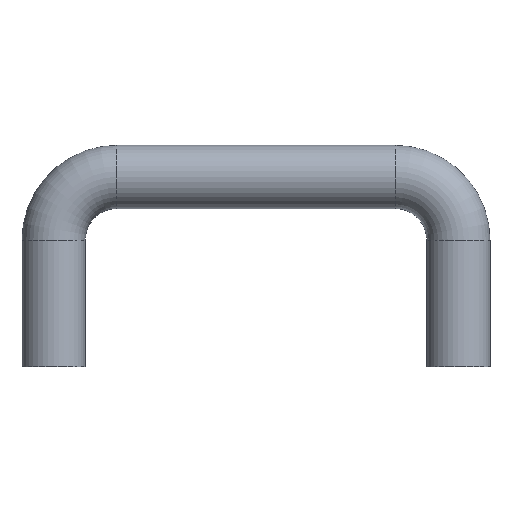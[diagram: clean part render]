
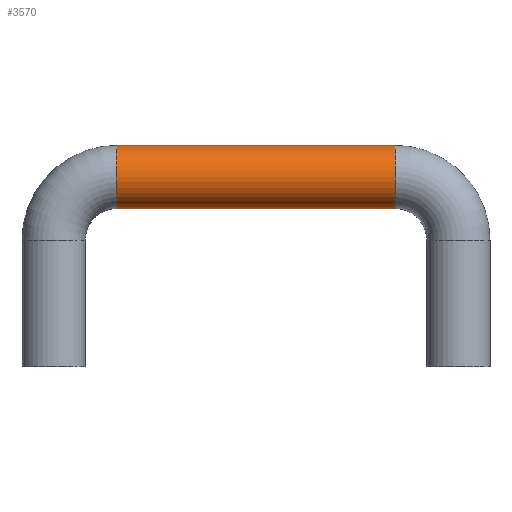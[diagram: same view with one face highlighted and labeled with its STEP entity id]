
A CAD part, top view. The second image highlights one B-rep face of the part: STEP entity #3570.
In plain terms, the highlighted cylindrical face has radius 5 mm (diameter 10 mm), a partial arc.
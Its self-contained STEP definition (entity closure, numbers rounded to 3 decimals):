
#2990=CARTESIAN_POINT('',(277.208,35.,45.));
#3000=DIRECTION('',(-1.,0.,0.));
#3010=VECTOR('',#3000,1.);
#3020=LINE('',#2990,#3010);
#3030=CARTESIAN_POINT('',(245.208,35.,45.));
#3040=VERTEX_POINT('',#3030);
#3050=CARTESIAN_POINT('',(201.208,35.,45.));
#3060=VERTEX_POINT('',#3050);
#3070=EDGE_CURVE('',#3040,#3060,#3020,.T.);
#3090=CARTESIAN_POINT('',(201.208,30.,45.));
#3100=DIRECTION('',(-1.,0.,0.));
#3110=DIRECTION('',(0.,1.,0.));
#3120=AXIS2_PLACEMENT_3D('',#3090,#3100,#3110);
#3130=CIRCLE('',#3120,5.);
#3180=CARTESIAN_POINT('',(201.208,25.,45.));
#3190=VERTEX_POINT('',#3180);
#3220=CARTESIAN_POINT('',(277.208,25.,45.));
#3230=DIRECTION('',(-1.,0.,0.));
#3240=VECTOR('',#3230,1.);
#3250=LINE('',#3220,#3240);
#3260=CARTESIAN_POINT('',(245.208,25.,45.));
#3270=VERTEX_POINT('',#3260);
#3280=EDGE_CURVE('',#3270,#3190,#3250,.T.);
#3300=CARTESIAN_POINT('',(245.208,30.,45.));
#3310=DIRECTION('',(-1.,0.,0.));
#3320=DIRECTION('',(0.,1.,0.));
#3330=AXIS2_PLACEMENT_3D('',#3300,#3310,#3320);
#3340=CIRCLE('',#3330,5.);
#3440=CARTESIAN_POINT('',(277.208,30.,45.));
#3450=DIRECTION('',(-1.,0.,0.));
#3460=DIRECTION('',(0.,1.,0.));
#3470=AXIS2_PLACEMENT_3D('',#3440,#3450,#3460);
#3480=CYLINDRICAL_SURFACE('',#3470,5.);
#3490=EDGE_CURVE('',#3270,#3040,#3340,.T.);
#3500=ORIENTED_EDGE('',*,*,#3490,.T.);
#3510=ORIENTED_EDGE('',*,*,#3280,.F.);
#3520=EDGE_CURVE('',#3190,#3060,#3130,.T.);
#3530=ORIENTED_EDGE('',*,*,#3520,.F.);
#3540=ORIENTED_EDGE('',*,*,#3070,.T.);
#3550=EDGE_LOOP('',(#3540,#3530,#3510,#3500));
#3560=FACE_OUTER_BOUND('',#3550,.T.);
#3570=ADVANCED_FACE('',(#3560),#3480,.T.);
